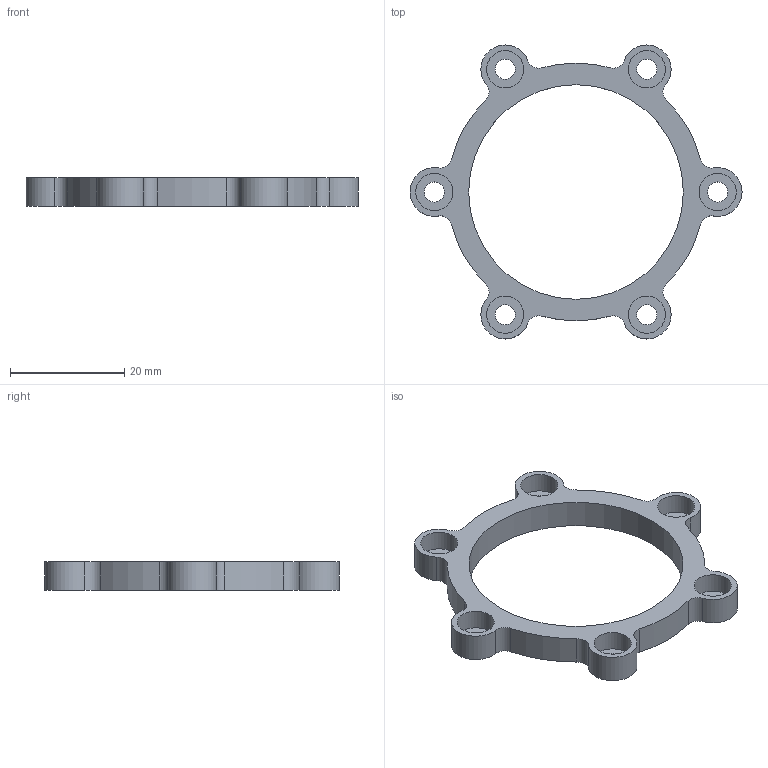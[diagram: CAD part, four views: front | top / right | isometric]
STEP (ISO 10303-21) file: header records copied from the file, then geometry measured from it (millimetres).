
FILE_DESCRIPTION(/* description */ (''),/* implementation_level */ '2;1');
FILE_NAME(/* name */ 'CrossRollerBearingOuterFlange.stp',/* time_stamp */ '2024-04-11T15:27:14+09:00',/* author */ ('Masato Kubotera'),/* organization */ (''),/* preprocessor_version */ 'ST-DEVELOPER v20',/* originating_system */ 'Autodesk Inventor 2024',/* authorisation */ '');
FILE_SCHEMA (('AUTOMOTIVE_DESIGN { 1 0 10303 214 3 1 1 }'));
Length unit declared in the file: millimetre
Products named in the file (1): CrossRollerBearingOuterFlange
Bounding box: 58 x 51.37 x 5 mm (x, y, z)
Volume: 3124.1 mm3; surface area: 3549.1 mm2
Topology: 1 solids, 1 shells, 45 faces, 111 edges, 74 vertices
Faces by surface type: cylinder 37, plane 8
Full cylindrical faces by diameter (mm): 3.5 x6, 6.5 x6, 37.5 x1
Entity records: 1450 total; most frequent: DIRECTION 277, CARTESIAN_POINT 231, ORIENTED_EDGE 222, AXIS2_PLACEMENT_3D 120, EDGE_CURVE 111, CIRCLE 74, VERTEX_POINT 74, EDGE_LOOP 65
